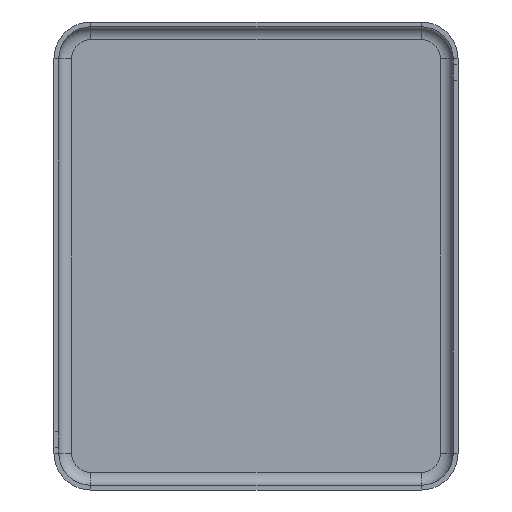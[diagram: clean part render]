
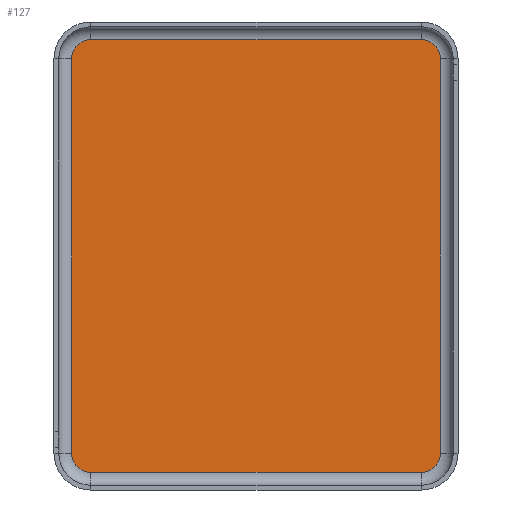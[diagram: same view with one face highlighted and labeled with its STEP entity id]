
A CAD part, front view. The second image highlights one B-rep face of the part: STEP entity #127.
In plain terms, the highlighted planar face has unit normal (0, -1, 0).
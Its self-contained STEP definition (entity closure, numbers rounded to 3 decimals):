
#19 = VECTOR ( 'NONE', #1010, 1000. ) ;
#31 = EDGE_LOOP ( 'NONE', ( #864, #631, #1381, #1134, #671, #1148, #1329, #818 ) ) ;
#35 = DIRECTION ( 'NONE',  ( 0., -1., 0. ) ) ;
#46 = CARTESIAN_POINT ( 'NONE',  ( -10.35, -0.3, -12.35 ) ) ;
#63 = AXIS2_PLACEMENT_3D ( 'NONE', #589, #35, #1390 ) ;
#76 = CARTESIAN_POINT ( 'NONE',  ( -10.35, -0.3, -13.55 ) ) ;
#77 = EDGE_CURVE ( 'NONE', #1326, #1179, #92, .T. ) ;
#79 = LINE ( 'NONE', #111, #917 ) ;
#92 = LINE ( 'NONE', #1251, #19 ) ;
#108 = EDGE_CURVE ( 'NONE', #1179, #325, #1262, .T. ) ;
#111 = CARTESIAN_POINT ( 'NONE',  ( -11.55, -0.3, -12.35 ) ) ;
#127 = ADVANCED_FACE ( 'NONE', ( #1167 ), #1345, .T. ) ;
#166 = CARTESIAN_POINT ( 'NONE',  ( -10.35, -0.3, 13.55 ) ) ;
#211 = DIRECTION ( 'NONE',  ( 0., 0., 1. ) ) ;
#230 = CIRCLE ( 'NONE', #727, 1.2 ) ;
#246 = VERTEX_POINT ( 'NONE', #1223 ) ;
#325 = VERTEX_POINT ( 'NONE', #903 ) ;
#331 = DIRECTION ( 'NONE',  ( 0., 1., 0. ) ) ;
#364 = DIRECTION ( 'NONE',  ( 0., 0., 1. ) ) ;
#378 = DIRECTION ( 'NONE',  ( 0., 1., 0. ) ) ;
#492 = CARTESIAN_POINT ( 'NONE',  ( -10.35, -0.3, 12.35 ) ) ;
#518 = DIRECTION ( 'NONE',  ( 0., 1., 0. ) ) ;
#541 = AXIS2_PLACEMENT_3D ( 'NONE', #492, #610, #364 ) ;
#552 = EDGE_CURVE ( 'NONE', #1065, #639, #566, .T. ) ;
#564 = CARTESIAN_POINT ( 'NONE',  ( 11.55, -0.3, -12.35 ) ) ;
#566 = CIRCLE ( 'NONE', #541, 1.2 ) ;
#589 = CARTESIAN_POINT ( 'NONE',  ( 10.35, -0.3, 12.35 ) ) ;
#610 = DIRECTION ( 'NONE',  ( 0., 1., 0. ) ) ;
#619 = LINE ( 'NONE', #1217, #686 ) ;
#631 = ORIENTED_EDGE ( 'NONE', *, *, #1240, .F. ) ;
#639 = VERTEX_POINT ( 'NONE', #166 ) ;
#649 = DIRECTION ( 'NONE',  ( -1., 0., 0. ) ) ;
#655 = CARTESIAN_POINT ( 'NONE',  ( -11.55, -0.3, 12.35 ) ) ;
#671 = ORIENTED_EDGE ( 'NONE', *, *, #701, .F. ) ;
#684 = AXIS2_PLACEMENT_3D ( 'NONE', #1186, #518, #1306 ) ;
#686 = VECTOR ( 'NONE', #649, 1000. ) ;
#701 = EDGE_CURVE ( 'NONE', #776, #246, #230, .T. ) ;
#727 = AXIS2_PLACEMENT_3D ( 'NONE', #46, #378, #810 ) ;
#739 = VECTOR ( 'NONE', #965, 1000. ) ;
#756 = CIRCLE ( 'NONE', #684, 1.2 ) ;
#776 = VERTEX_POINT ( 'NONE', #76 ) ;
#789 = AXIS2_PLACEMENT_3D ( 'NONE', #994, #331, #1114 ) ;
#810 = DIRECTION ( 'NONE',  ( 0., 0., 1. ) ) ;
#818 = ORIENTED_EDGE ( 'NONE', *, *, #77, .F. ) ;
#864 = ORIENTED_EDGE ( 'NONE', *, *, #1300, .F. ) ;
#903 = CARTESIAN_POINT ( 'NONE',  ( 10.35, -0.3, -13.55 ) ) ;
#917 = VECTOR ( 'NONE', #211, 1000. ) ;
#965 = DIRECTION ( 'NONE',  ( 1., 0., 0. ) ) ;
#967 = CARTESIAN_POINT ( 'NONE',  ( -10.35, -0.3, 13.55 ) ) ;
#977 = EDGE_CURVE ( 'NONE', #325, #776, #619, .T. ) ;
#994 = CARTESIAN_POINT ( 'NONE',  ( 10.35, -0.3, -12.35 ) ) ;
#1010 = DIRECTION ( 'NONE',  ( 0., 0., -1. ) ) ;
#1024 = CARTESIAN_POINT ( 'NONE',  ( 11.55, -0.3, 12.35 ) ) ;
#1065 = VERTEX_POINT ( 'NONE', #655 ) ;
#1073 = EDGE_CURVE ( 'NONE', #246, #1065, #79, .T. ) ;
#1114 = DIRECTION ( 'NONE',  ( 0., 0., 1. ) ) ;
#1134 = ORIENTED_EDGE ( 'NONE', *, *, #1073, .F. ) ;
#1148 = ORIENTED_EDGE ( 'NONE', *, *, #977, .F. ) ;
#1167 = FACE_OUTER_BOUND ( 'NONE', #31, .T. ) ;
#1179 = VERTEX_POINT ( 'NONE', #564 ) ;
#1186 = CARTESIAN_POINT ( 'NONE',  ( 10.35, -0.3, 12.35 ) ) ;
#1217 = CARTESIAN_POINT ( 'NONE',  ( 10.35, -0.3, -13.55 ) ) ;
#1223 = CARTESIAN_POINT ( 'NONE',  ( -11.55, -0.3, -12.35 ) ) ;
#1235 = VERTEX_POINT ( 'NONE', #1302 ) ;
#1240 = EDGE_CURVE ( 'NONE', #639, #1235, #1265, .T. ) ;
#1251 = CARTESIAN_POINT ( 'NONE',  ( 11.55, -0.3, 12.35 ) ) ;
#1262 = CIRCLE ( 'NONE', #789, 1.2 ) ;
#1265 = LINE ( 'NONE', #967, #739 ) ;
#1300 = EDGE_CURVE ( 'NONE', #1235, #1326, #756, .T. ) ;
#1302 = CARTESIAN_POINT ( 'NONE',  ( 10.35, -0.3, 13.55 ) ) ;
#1306 = DIRECTION ( 'NONE',  ( 0., 0., 1. ) ) ;
#1326 = VERTEX_POINT ( 'NONE', #1024 ) ;
#1329 = ORIENTED_EDGE ( 'NONE', *, *, #108, .F. ) ;
#1345 = PLANE ( 'NONE',  #63 ) ;
#1381 = ORIENTED_EDGE ( 'NONE', *, *, #552, .F. ) ;
#1390 = DIRECTION ( 'NONE',  ( 0., 0., -1. ) ) ;
